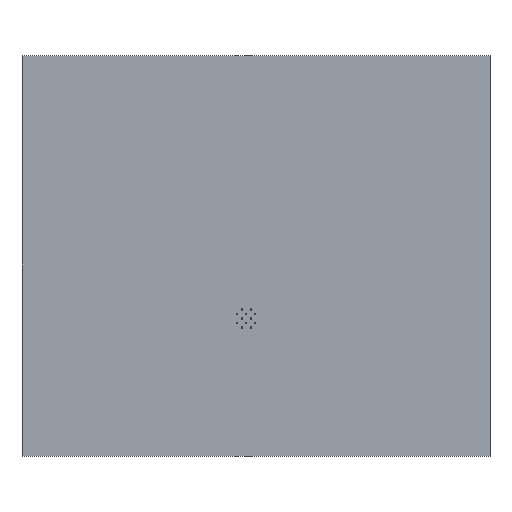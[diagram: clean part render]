
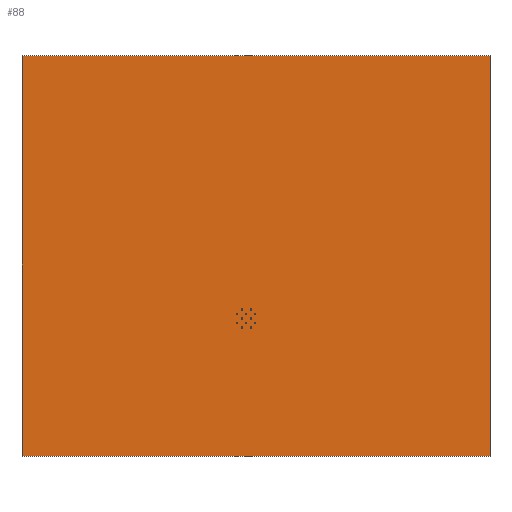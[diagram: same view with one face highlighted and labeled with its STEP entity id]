
A CAD part, top view. The second image highlights one B-rep face of the part: STEP entity #88.
In plain terms, the highlighted planar face has unit normal (0, 0, 1).
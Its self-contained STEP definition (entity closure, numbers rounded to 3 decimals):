
#24 = VERTEX_POINT('',#25);
#25 = CARTESIAN_POINT('',(-36.413,-20.91,-0.01));
#40 = VERTEX_POINT('',#41);
#41 = CARTESIAN_POINT('',(-36.413,41.4,-0.01));
#47 = EDGE_CURVE('',#24,#40,#48,.T.);
#48 = LINE('',#49,#50);
#49 = CARTESIAN_POINT('',(-36.413,-20.91,-0.01));
#50 = VECTOR('',#51,1.);
#51 = DIRECTION('',(-0.,1.,0.));
#70 = EDGE_CURVE('',#24,#71,#73,.T.);
#71 = VERTEX_POINT('',#72);
#72 = CARTESIAN_POINT('',(36.413,-20.91,-0.01));
#73 = LINE('',#74,#75);
#74 = CARTESIAN_POINT('',(-36.413,-20.91,-0.01));
#75 = VECTOR('',#76,1.);
#76 = DIRECTION('',(1.,0.,-0.));
#88 = ADVANCED_FACE('',(#89,#107,#127,#147,#167,#187,#207,#227,#247,#267
    ,#287,#307,#327),#347,.T.);
#89 = FACE_BOUND('',#90,.T.);
#90 = EDGE_LOOP('',(#91,#92,#93,#101));
#91 = ORIENTED_EDGE('',*,*,#47,.F.);
#92 = ORIENTED_EDGE('',*,*,#70,.T.);
#93 = ORIENTED_EDGE('',*,*,#94,.T.);
#94 = EDGE_CURVE('',#71,#95,#97,.T.);
#95 = VERTEX_POINT('',#96);
#96 = CARTESIAN_POINT('',(36.413,41.4,-0.01));
#97 = LINE('',#98,#99);
#98 = CARTESIAN_POINT('',(36.413,-20.91,-0.01));
#99 = VECTOR('',#100,1.);
#100 = DIRECTION('',(-0.,1.,0.));
#101 = ORIENTED_EDGE('',*,*,#102,.F.);
#102 = EDGE_CURVE('',#40,#95,#103,.T.);
#103 = LINE('',#104,#105);
#104 = CARTESIAN_POINT('',(-36.413,41.4,-0.01));
#105 = VECTOR('',#106,1.);
#106 = DIRECTION('',(1.,0.,-0.));
#107 = FACE_BOUND('',#108,.T.);
#108 = EDGE_LOOP('',(#109,#120));
#109 = ORIENTED_EDGE('',*,*,#110,.T.);
#110 = EDGE_CURVE('',#111,#113,#115,.T.);
#111 = VERTEX_POINT('',#112);
#112 = CARTESIAN_POINT('',(-2.2,-0.77,-0.01));
#113 = VERTEX_POINT('',#114);
#114 = CARTESIAN_POINT('',(-2.2,-0.97,-0.01));
#115 = CIRCLE('',#116,0.1);
#116 = AXIS2_PLACEMENT_3D('',#117,#118,#119);
#117 = CARTESIAN_POINT('',(-2.2,-0.87,-0.01));
#118 = DIRECTION('',(0.,0.,-1.));
#119 = DIRECTION('',(-1.,0.,0.));
#120 = ORIENTED_EDGE('',*,*,#121,.T.);
#121 = EDGE_CURVE('',#113,#111,#122,.T.);
#122 = CIRCLE('',#123,0.1);
#123 = AXIS2_PLACEMENT_3D('',#124,#125,#126);
#124 = CARTESIAN_POINT('',(-2.2,-0.87,-0.01));
#125 = DIRECTION('',(0.,0.,-1.));
#126 = DIRECTION('',(-1.,0.,0.));
#127 = FACE_BOUND('',#128,.T.);
#128 = EDGE_LOOP('',(#129,#140));
#129 = ORIENTED_EDGE('',*,*,#130,.T.);
#130 = EDGE_CURVE('',#131,#133,#135,.T.);
#131 = VERTEX_POINT('',#132);
#132 = CARTESIAN_POINT('',(-2.9,-0.07,-0.01));
#133 = VERTEX_POINT('',#134);
#134 = CARTESIAN_POINT('',(-2.9,-0.27,-0.01));
#135 = CIRCLE('',#136,0.1);
#136 = AXIS2_PLACEMENT_3D('',#137,#138,#139);
#137 = CARTESIAN_POINT('',(-2.9,-0.17,-0.01));
#138 = DIRECTION('',(0.,0.,-1.));
#139 = DIRECTION('',(-1.,0.,0.));
#140 = ORIENTED_EDGE('',*,*,#141,.T.);
#141 = EDGE_CURVE('',#133,#131,#142,.T.);
#142 = CIRCLE('',#143,0.1);
#143 = AXIS2_PLACEMENT_3D('',#144,#145,#146);
#144 = CARTESIAN_POINT('',(-2.9,-0.17,-0.01));
#145 = DIRECTION('',(0.,0.,-1.));
#146 = DIRECTION('',(-1.,0.,0.));
#147 = FACE_BOUND('',#148,.T.);
#148 = EDGE_LOOP('',(#149,#160));
#149 = ORIENTED_EDGE('',*,*,#150,.T.);
#150 = EDGE_CURVE('',#151,#153,#155,.T.);
#151 = VERTEX_POINT('',#152);
#152 = CARTESIAN_POINT('',(-1.525,-0.07,-0.01));
#153 = VERTEX_POINT('',#154);
#154 = CARTESIAN_POINT('',(-1.525,-0.27,-0.01));
#155 = CIRCLE('',#156,0.1);
#156 = AXIS2_PLACEMENT_3D('',#157,#158,#159);
#157 = CARTESIAN_POINT('',(-1.525,-0.17,-0.01));
#158 = DIRECTION('',(0.,0.,-1.));
#159 = DIRECTION('',(-1.,0.,0.));
#160 = ORIENTED_EDGE('',*,*,#161,.T.);
#161 = EDGE_CURVE('',#153,#151,#162,.T.);
#162 = CIRCLE('',#163,0.1);
#163 = AXIS2_PLACEMENT_3D('',#164,#165,#166);
#164 = CARTESIAN_POINT('',(-1.525,-0.17,-0.01));
#165 = DIRECTION('',(0.,0.,-1.));
#166 = DIRECTION('',(-1.,0.,0.));
#167 = FACE_BOUND('',#168,.T.);
#168 = EDGE_LOOP('',(#169,#180));
#169 = ORIENTED_EDGE('',*,*,#170,.T.);
#170 = EDGE_CURVE('',#171,#173,#175,.T.);
#171 = VERTEX_POINT('',#172);
#172 = CARTESIAN_POINT('',(-2.2,0.63,-0.01));
#173 = VERTEX_POINT('',#174);
#174 = CARTESIAN_POINT('',(-2.2,0.43,-0.01));
#175 = CIRCLE('',#176,0.1);
#176 = AXIS2_PLACEMENT_3D('',#177,#178,#179);
#177 = CARTESIAN_POINT('',(-2.2,0.53,-0.01));
#178 = DIRECTION('',(0.,0.,-1.));
#179 = DIRECTION('',(-1.,0.,0.));
#180 = ORIENTED_EDGE('',*,*,#181,.T.);
#181 = EDGE_CURVE('',#173,#171,#182,.T.);
#182 = CIRCLE('',#183,0.1);
#183 = AXIS2_PLACEMENT_3D('',#184,#185,#186);
#184 = CARTESIAN_POINT('',(-2.2,0.53,-0.01));
#185 = DIRECTION('',(0.,0.,-1.));
#186 = DIRECTION('',(-1.,0.,0.));
#187 = FACE_BOUND('',#188,.T.);
#188 = EDGE_LOOP('',(#189,#200));
#189 = ORIENTED_EDGE('',*,*,#190,.T.);
#190 = EDGE_CURVE('',#191,#193,#195,.T.);
#191 = VERTEX_POINT('',#192);
#192 = CARTESIAN_POINT('',(-0.8,-0.77,-0.01));
#193 = VERTEX_POINT('',#194);
#194 = CARTESIAN_POINT('',(-0.8,-0.97,-0.01));
#195 = CIRCLE('',#196,0.1);
#196 = AXIS2_PLACEMENT_3D('',#197,#198,#199);
#197 = CARTESIAN_POINT('',(-0.8,-0.87,-0.01));
#198 = DIRECTION('',(0.,0.,-1.));
#199 = DIRECTION('',(-1.,0.,0.));
#200 = ORIENTED_EDGE('',*,*,#201,.T.);
#201 = EDGE_CURVE('',#193,#191,#202,.T.);
#202 = CIRCLE('',#203,0.1);
#203 = AXIS2_PLACEMENT_3D('',#204,#205,#206);
#204 = CARTESIAN_POINT('',(-0.8,-0.87,-0.01));
#205 = DIRECTION('',(0.,0.,-1.));
#206 = DIRECTION('',(-1.,0.,0.));
#207 = FACE_BOUND('',#208,.T.);
#208 = EDGE_LOOP('',(#209,#220));
#209 = ORIENTED_EDGE('',*,*,#210,.T.);
#210 = EDGE_CURVE('',#211,#213,#215,.T.);
#211 = VERTEX_POINT('',#212);
#212 = CARTESIAN_POINT('',(-0.1,-0.07,-0.01));
#213 = VERTEX_POINT('',#214);
#214 = CARTESIAN_POINT('',(-0.1,-0.27,-0.01));
#215 = CIRCLE('',#216,0.1);
#216 = AXIS2_PLACEMENT_3D('',#217,#218,#219);
#217 = CARTESIAN_POINT('',(-0.1,-0.17,-0.01));
#218 = DIRECTION('',(0.,0.,-1.));
#219 = DIRECTION('',(-1.,0.,0.));
#220 = ORIENTED_EDGE('',*,*,#221,.T.);
#221 = EDGE_CURVE('',#213,#211,#222,.T.);
#222 = CIRCLE('',#223,0.1);
#223 = AXIS2_PLACEMENT_3D('',#224,#225,#226);
#224 = CARTESIAN_POINT('',(-0.1,-0.17,-0.01));
#225 = DIRECTION('',(0.,0.,-1.));
#226 = DIRECTION('',(-1.,0.,0.));
#227 = FACE_BOUND('',#228,.T.);
#228 = EDGE_LOOP('',(#229,#240));
#229 = ORIENTED_EDGE('',*,*,#230,.T.);
#230 = EDGE_CURVE('',#231,#233,#235,.T.);
#231 = VERTEX_POINT('',#232);
#232 = CARTESIAN_POINT('',(-2.9,1.33,-0.01));
#233 = VERTEX_POINT('',#234);
#234 = CARTESIAN_POINT('',(-2.9,1.13,-0.01));
#235 = CIRCLE('',#236,0.1);
#236 = AXIS2_PLACEMENT_3D('',#237,#238,#239);
#237 = CARTESIAN_POINT('',(-2.9,1.23,-0.01));
#238 = DIRECTION('',(0.,0.,-1.));
#239 = DIRECTION('',(-1.,0.,0.));
#240 = ORIENTED_EDGE('',*,*,#241,.T.);
#241 = EDGE_CURVE('',#233,#231,#242,.T.);
#242 = CIRCLE('',#243,0.1);
#243 = AXIS2_PLACEMENT_3D('',#244,#245,#246);
#244 = CARTESIAN_POINT('',(-2.9,1.23,-0.01));
#245 = DIRECTION('',(0.,0.,-1.));
#246 = DIRECTION('',(-1.,0.,0.));
#247 = FACE_BOUND('',#248,.T.);
#248 = EDGE_LOOP('',(#249,#260));
#249 = ORIENTED_EDGE('',*,*,#250,.T.);
#250 = EDGE_CURVE('',#251,#253,#255,.T.);
#251 = VERTEX_POINT('',#252);
#252 = CARTESIAN_POINT('',(-1.525,1.33,-0.01));
#253 = VERTEX_POINT('',#254);
#254 = CARTESIAN_POINT('',(-1.525,1.13,-0.01));
#255 = CIRCLE('',#256,0.1);
#256 = AXIS2_PLACEMENT_3D('',#257,#258,#259);
#257 = CARTESIAN_POINT('',(-1.525,1.23,-0.01));
#258 = DIRECTION('',(0.,0.,-1.));
#259 = DIRECTION('',(-1.,0.,0.));
#260 = ORIENTED_EDGE('',*,*,#261,.T.);
#261 = EDGE_CURVE('',#253,#251,#262,.T.);
#262 = CIRCLE('',#263,0.1);
#263 = AXIS2_PLACEMENT_3D('',#264,#265,#266);
#264 = CARTESIAN_POINT('',(-1.525,1.23,-0.01));
#265 = DIRECTION('',(0.,0.,-1.));
#266 = DIRECTION('',(-1.,0.,0.));
#267 = FACE_BOUND('',#268,.T.);
#268 = EDGE_LOOP('',(#269,#280));
#269 = ORIENTED_EDGE('',*,*,#270,.T.);
#270 = EDGE_CURVE('',#271,#273,#275,.T.);
#271 = VERTEX_POINT('',#272);
#272 = CARTESIAN_POINT('',(-2.2,2.03,-0.01));
#273 = VERTEX_POINT('',#274);
#274 = CARTESIAN_POINT('',(-2.2,1.83,-0.01));
#275 = CIRCLE('',#276,0.1);
#276 = AXIS2_PLACEMENT_3D('',#277,#278,#279);
#277 = CARTESIAN_POINT('',(-2.2,1.93,-0.01));
#278 = DIRECTION('',(0.,0.,-1.));
#279 = DIRECTION('',(-1.,0.,0.));
#280 = ORIENTED_EDGE('',*,*,#281,.T.);
#281 = EDGE_CURVE('',#273,#271,#282,.T.);
#282 = CIRCLE('',#283,0.1);
#283 = AXIS2_PLACEMENT_3D('',#284,#285,#286);
#284 = CARTESIAN_POINT('',(-2.2,1.93,-0.01));
#285 = DIRECTION('',(0.,0.,-1.));
#286 = DIRECTION('',(-1.,0.,0.));
#287 = FACE_BOUND('',#288,.T.);
#288 = EDGE_LOOP('',(#289,#300));
#289 = ORIENTED_EDGE('',*,*,#290,.T.);
#290 = EDGE_CURVE('',#291,#293,#295,.T.);
#291 = VERTEX_POINT('',#292);
#292 = CARTESIAN_POINT('',(-0.8,0.63,-0.01));
#293 = VERTEX_POINT('',#294);
#294 = CARTESIAN_POINT('',(-0.8,0.43,-0.01));
#295 = CIRCLE('',#296,0.1);
#296 = AXIS2_PLACEMENT_3D('',#297,#298,#299);
#297 = CARTESIAN_POINT('',(-0.8,0.53,-0.01));
#298 = DIRECTION('',(0.,0.,-1.));
#299 = DIRECTION('',(-1.,0.,0.));
#300 = ORIENTED_EDGE('',*,*,#301,.T.);
#301 = EDGE_CURVE('',#293,#291,#302,.T.);
#302 = CIRCLE('',#303,0.1);
#303 = AXIS2_PLACEMENT_3D('',#304,#305,#306);
#304 = CARTESIAN_POINT('',(-0.8,0.53,-0.01));
#305 = DIRECTION('',(0.,0.,-1.));
#306 = DIRECTION('',(-1.,0.,0.));
#307 = FACE_BOUND('',#308,.T.);
#308 = EDGE_LOOP('',(#309,#320));
#309 = ORIENTED_EDGE('',*,*,#310,.T.);
#310 = EDGE_CURVE('',#311,#313,#315,.T.);
#311 = VERTEX_POINT('',#312);
#312 = CARTESIAN_POINT('',(-0.1,1.33,-0.01));
#313 = VERTEX_POINT('',#314);
#314 = CARTESIAN_POINT('',(-0.1,1.13,-0.01));
#315 = CIRCLE('',#316,0.1);
#316 = AXIS2_PLACEMENT_3D('',#317,#318,#319);
#317 = CARTESIAN_POINT('',(-0.1,1.23,-0.01));
#318 = DIRECTION('',(0.,0.,-1.));
#319 = DIRECTION('',(-1.,0.,0.));
#320 = ORIENTED_EDGE('',*,*,#321,.T.);
#321 = EDGE_CURVE('',#313,#311,#322,.T.);
#322 = CIRCLE('',#323,0.1);
#323 = AXIS2_PLACEMENT_3D('',#324,#325,#326);
#324 = CARTESIAN_POINT('',(-0.1,1.23,-0.01));
#325 = DIRECTION('',(0.,0.,-1.));
#326 = DIRECTION('',(-1.,0.,0.));
#327 = FACE_BOUND('',#328,.T.);
#328 = EDGE_LOOP('',(#329,#340));
#329 = ORIENTED_EDGE('',*,*,#330,.T.);
#330 = EDGE_CURVE('',#331,#333,#335,.T.);
#331 = VERTEX_POINT('',#332);
#332 = CARTESIAN_POINT('',(-0.8,2.03,-0.01));
#333 = VERTEX_POINT('',#334);
#334 = CARTESIAN_POINT('',(-0.8,1.83,-0.01));
#335 = CIRCLE('',#336,0.1);
#336 = AXIS2_PLACEMENT_3D('',#337,#338,#339);
#337 = CARTESIAN_POINT('',(-0.8,1.93,-0.01));
#338 = DIRECTION('',(0.,0.,-1.));
#339 = DIRECTION('',(-1.,0.,0.));
#340 = ORIENTED_EDGE('',*,*,#341,.T.);
#341 = EDGE_CURVE('',#333,#331,#342,.T.);
#342 = CIRCLE('',#343,0.1);
#343 = AXIS2_PLACEMENT_3D('',#344,#345,#346);
#344 = CARTESIAN_POINT('',(-0.8,1.93,-0.01));
#345 = DIRECTION('',(0.,0.,-1.));
#346 = DIRECTION('',(-1.,0.,0.));
#347 = PLANE('',#348);
#348 = AXIS2_PLACEMENT_3D('',#349,#350,#351);
#349 = CARTESIAN_POINT('',(-36.413,-20.91,-0.01));
#350 = DIRECTION('',(0.,0.,1.));
#351 = DIRECTION('',(1.,0.,-0.));
